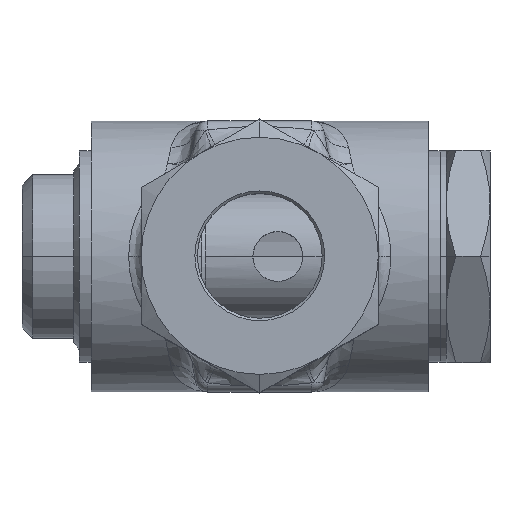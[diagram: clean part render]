
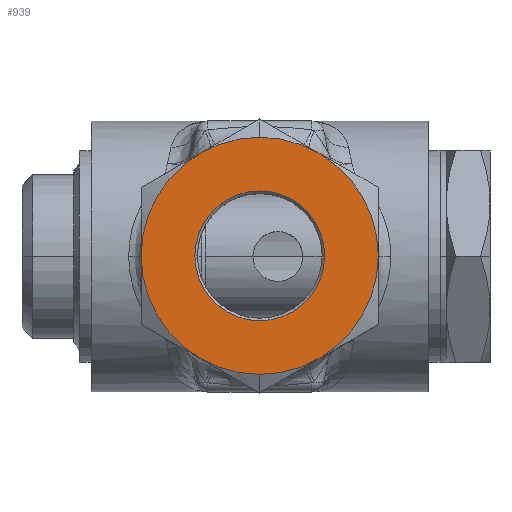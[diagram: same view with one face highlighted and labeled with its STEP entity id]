
A CAD part, top view. The second image highlights one B-rep face of the part: STEP entity #939.
In plain terms, the highlighted planar face has unit normal (0, 0, 1).
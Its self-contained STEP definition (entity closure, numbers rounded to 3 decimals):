
#939=ADVANCED_FACE('',(#1957,#1958),#1959,.F.);
#1957=FACE_OUTER_BOUND('',#5889,.T.);
#1958=FACE_BOUND('',#5890,.T.);
#1959=PLANE('',#5891);
#5889=EDGE_LOOP('',(#8170,#8171,#8172,#8173,#8174,#8175,#8176,#8177));
#5890=EDGE_LOOP('',(#8178,#8179));
#5891=AXIS2_PLACEMENT_3D('',#8180,#8181,#8182);
#8170=ORIENTED_EDGE('',*,*,#9718,.T.);
#8171=ORIENTED_EDGE('',*,*,#9721,.T.);
#8172=ORIENTED_EDGE('',*,*,#9722,.F.);
#8173=ORIENTED_EDGE('',*,*,#9723,.F.);
#8174=ORIENTED_EDGE('',*,*,#9724,.T.);
#8175=ORIENTED_EDGE('',*,*,#9715,.T.);
#8176=ORIENTED_EDGE('',*,*,#9725,.F.);
#8177=ORIENTED_EDGE('',*,*,#9726,.F.);
#8178=ORIENTED_EDGE('',*,*,#9675,.F.);
#8179=ORIENTED_EDGE('',*,*,#9727,.F.);
#8180=CARTESIAN_POINT('',(0.0,0.0,32.692));
#8181=DIRECTION('',(0.0,0.0,-1.0));
#8182=DIRECTION('',(1.0,0.0,0.0));
#9675=EDGE_CURVE('',#11116,#11119,#11120,.T.);
#9715=EDGE_CURVE('',#11178,#11180,#11182,.T.);
#9718=EDGE_CURVE('',#11187,#11184,#11188,.T.);
#9721=EDGE_CURVE('',#11184,#11191,#11192,.T.);
#9722=EDGE_CURVE('',#11193,#11191,#11194,.T.);
#9723=EDGE_CURVE('',#11195,#11193,#11196,.T.);
#9724=EDGE_CURVE('',#11195,#11178,#11197,.T.);
#9725=EDGE_CURVE('',#11198,#11180,#11199,.T.);
#9726=EDGE_CURVE('',#11187,#11198,#11200,.T.);
#9727=EDGE_CURVE('',#11119,#11116,#11201,.T.);
#11116=VERTEX_POINT('',#14867);
#11119=VERTEX_POINT('',#14871);
#11120=CIRCLE('',#14872,5.2);
#11178=VERTEX_POINT('',#14959);
#11180=VERTEX_POINT('',#14962);
#11182=CIRCLE('',#14973,9.5);
#11184=VERTEX_POINT('',#14975);
#11187=VERTEX_POINT('',#14979);
#11188=CIRCLE('',#14980,9.5);
#11191=VERTEX_POINT('',#14992);
#11192=CIRCLE('',#14993,9.5);
#11193=VERTEX_POINT('',#14994);
#11194=CIRCLE('',#14995,9.5);
#11195=VERTEX_POINT('',#14996);
#11196=CIRCLE('',#14997,9.5);
#11197=CIRCLE('',#14998,9.5);
#11198=VERTEX_POINT('',#14999);
#11199=CIRCLE('',#15000,9.5);
#11200=CIRCLE('',#15001,9.5);
#11201=CIRCLE('',#15002,5.2);
#14867=CARTESIAN_POINT('',(5.2,0.0,32.692));
#14871=CARTESIAN_POINT('',(-5.2,0.,32.692));
#14872=AXIS2_PLACEMENT_3D('',#16969,#16970,#16971);
#14959=CARTESIAN_POINT('',(0.,-9.5,32.692));
#14962=CARTESIAN_POINT('',(4.75,-8.227,32.692));
#14973=AXIS2_PLACEMENT_3D('',#17029,#17030,#17031);
#14975=CARTESIAN_POINT('',(0.,9.5,32.692));
#14979=CARTESIAN_POINT('',(4.75,8.227,32.692));
#14980=AXIS2_PLACEMENT_3D('',#17033,#17034,#17035);
#14992=CARTESIAN_POINT('',(-4.75,8.227,32.692));
#14993=AXIS2_PLACEMENT_3D('',#17036,#17037,#17038);
#14994=CARTESIAN_POINT('',(-9.5,0.,32.692));
#14995=AXIS2_PLACEMENT_3D('',#17039,#17040,#17041);
#14996=CARTESIAN_POINT('',(-4.75,-8.227,32.692));
#14997=AXIS2_PLACEMENT_3D('',#17042,#17043,#17044);
#14998=AXIS2_PLACEMENT_3D('',#17045,#17046,#17047);
#14999=CARTESIAN_POINT('',(9.5,0.,32.692));
#15000=AXIS2_PLACEMENT_3D('',#17048,#17049,#17050);
#15001=AXIS2_PLACEMENT_3D('',#17051,#17052,#17053);
#15002=AXIS2_PLACEMENT_3D('',#17054,#17055,#17056);
#16969=CARTESIAN_POINT('',(0.0,0.0,32.692));
#16970=DIRECTION('',(0.0,0.0,1.0));
#16971=DIRECTION('',(1.0,0.0,0.0));
#17029=CARTESIAN_POINT('',(0.0,0.0,32.692));
#17030=DIRECTION('',(0.0,0.0,1.0));
#17031=DIRECTION('',(-0.5,-0.866,0.0));
#17033=CARTESIAN_POINT('',(0.0,0.0,32.692));
#17034=DIRECTION('',(0.0,-0.0,1.0));
#17035=DIRECTION('',(0.5,0.866,0.0));
#17036=CARTESIAN_POINT('',(0.0,0.0,32.692));
#17037=DIRECTION('',(0.0,-0.0,1.0));
#17038=DIRECTION('',(0.5,0.866,0.0));
#17039=CARTESIAN_POINT('',(0.0,0.0,32.692));
#17040=DIRECTION('',(-0.0,0.0,-1.0));
#17041=DIRECTION('',(-1.0,0.,0.0));
#17042=CARTESIAN_POINT('',(0.0,0.0,32.692));
#17043=DIRECTION('',(-0.0,0.0,-1.0));
#17044=DIRECTION('',(-0.5,-0.866,0.0));
#17045=CARTESIAN_POINT('',(0.0,0.0,32.692));
#17046=DIRECTION('',(0.0,0.0,1.0));
#17047=DIRECTION('',(-0.5,-0.866,0.0));
#17048=CARTESIAN_POINT('',(0.0,0.0,32.692));
#17049=DIRECTION('',(0.0,0.0,-1.0));
#17050=DIRECTION('',(1.0,0.0,0.0));
#17051=CARTESIAN_POINT('',(0.0,0.0,32.692));
#17052=DIRECTION('',(0.0,0.0,-1.0));
#17053=DIRECTION('',(0.5,0.866,0.0));
#17054=CARTESIAN_POINT('',(0.0,0.0,32.692));
#17055=DIRECTION('',(0.0,0.0,1.0));
#17056=DIRECTION('',(1.0,0.0,0.0));
